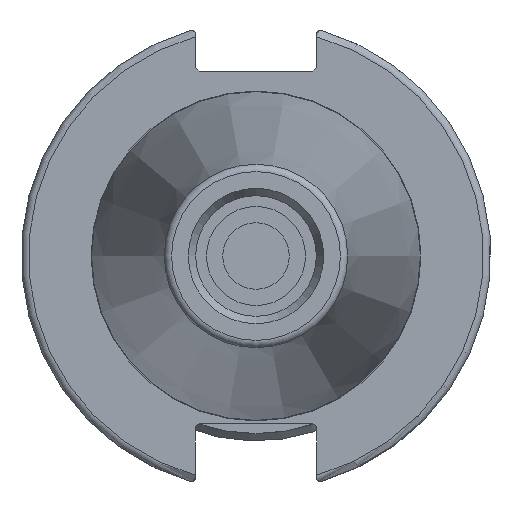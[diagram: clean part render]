
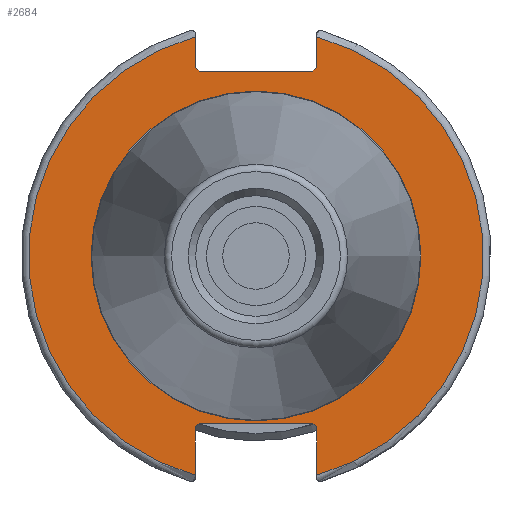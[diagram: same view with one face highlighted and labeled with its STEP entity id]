
A CAD part, left-side view. The second image highlights one B-rep face of the part: STEP entity #2684.
In plain terms, the highlighted planar face has unit normal (-1, 0, 0).
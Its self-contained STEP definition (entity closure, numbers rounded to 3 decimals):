
#428=FACE_BOUND('',#693,.T.);
#447=PLANE('',#3057);
#537=FACE_OUTER_BOUND('',#692,.T.);
#692=EDGE_LOOP('',(#1985,#1986,#1987,#1988,#1989,#1990,#1991,#1992,#1993,
#1994,#1995,#1996));
#693=EDGE_LOOP('',(#1997));
#858=LINE('',#4323,#1055);
#859=LINE('',#4325,#1056);
#860=LINE('',#4327,#1057);
#861=LINE('',#4329,#1058);
#862=LINE('',#4331,#1059);
#863=LINE('',#4335,#1060);
#864=LINE('',#4337,#1061);
#865=LINE('',#4339,#1062);
#866=LINE('',#4341,#1063);
#867=LINE('',#4342,#1064);
#1055=VECTOR('',#3454,10.);
#1056=VECTOR('',#3455,10.);
#1057=VECTOR('',#3456,10.);
#1058=VECTOR('',#3457,10.);
#1059=VECTOR('',#3458,10.);
#1060=VECTOR('',#3461,10.);
#1061=VECTOR('',#3462,10.);
#1062=VECTOR('',#3463,10.);
#1063=VECTOR('',#3464,10.);
#1064=VECTOR('',#3465,10.);
#1252=CIRCLE('',#3055,22.3);
#1254=CIRCLE('',#3058,30.75);
#1255=CIRCLE('',#3059,30.75);
#1372=VERTEX_POINT('',#4314);
#1373=VERTEX_POINT('',#4319);
#1374=VERTEX_POINT('',#4320);
#1375=VERTEX_POINT('',#4322);
#1376=VERTEX_POINT('',#4324);
#1377=VERTEX_POINT('',#4326);
#1378=VERTEX_POINT('',#4328);
#1379=VERTEX_POINT('',#4330);
#1380=VERTEX_POINT('',#4332);
#1381=VERTEX_POINT('',#4334);
#1382=VERTEX_POINT('',#4336);
#1383=VERTEX_POINT('',#4338);
#1384=VERTEX_POINT('',#4340);
#1609=EDGE_CURVE('',#1372,#1372,#1252,.T.);
#1611=EDGE_CURVE('',#1373,#1374,#1254,.T.);
#1612=EDGE_CURVE('',#1373,#1375,#858,.T.);
#1613=EDGE_CURVE('',#1376,#1375,#859,.T.);
#1614=EDGE_CURVE('',#1376,#1377,#860,.T.);
#1615=EDGE_CURVE('',#1378,#1377,#861,.T.);
#1616=EDGE_CURVE('',#1378,#1379,#862,.T.);
#1617=EDGE_CURVE('',#1380,#1379,#1255,.T.);
#1618=EDGE_CURVE('',#1380,#1381,#863,.T.);
#1619=EDGE_CURVE('',#1382,#1381,#864,.T.);
#1620=EDGE_CURVE('',#1382,#1383,#865,.T.);
#1621=EDGE_CURVE('',#1384,#1383,#866,.T.);
#1622=EDGE_CURVE('',#1384,#1374,#867,.T.);
#1985=ORIENTED_EDGE('',*,*,#1611,.F.);
#1986=ORIENTED_EDGE('',*,*,#1612,.T.);
#1987=ORIENTED_EDGE('',*,*,#1613,.F.);
#1988=ORIENTED_EDGE('',*,*,#1614,.T.);
#1989=ORIENTED_EDGE('',*,*,#1615,.F.);
#1990=ORIENTED_EDGE('',*,*,#1616,.T.);
#1991=ORIENTED_EDGE('',*,*,#1617,.F.);
#1992=ORIENTED_EDGE('',*,*,#1618,.T.);
#1993=ORIENTED_EDGE('',*,*,#1619,.F.);
#1994=ORIENTED_EDGE('',*,*,#1620,.T.);
#1995=ORIENTED_EDGE('',*,*,#1621,.F.);
#1996=ORIENTED_EDGE('',*,*,#1622,.T.);
#1997=ORIENTED_EDGE('',*,*,#1609,.F.);
#2684=ADVANCED_FACE('',(#537,#428),#447,.T.);
#3055=AXIS2_PLACEMENT_3D('',#4316,#3446,#3447);
#3057=AXIS2_PLACEMENT_3D('',#4318,#3450,#3451);
#3058=AXIS2_PLACEMENT_3D('',#4321,#3452,#3453);
#3059=AXIS2_PLACEMENT_3D('',#4333,#3459,#3460);
#3446=DIRECTION('center_axis',(-1.,0.,0.));
#3447=DIRECTION('ref_axis',(0.,-1.,0.));
#3450=DIRECTION('center_axis',(-1.,0.,0.));
#3451=DIRECTION('ref_axis',(0.,0.,1.));
#3452=DIRECTION('center_axis',(1.,0.,0.));
#3453=DIRECTION('ref_axis',(0.,-1.,0.));
#3454=DIRECTION('',(0.,0.,-1.));
#3455=DIRECTION('',(0.,-0.707,0.707));
#3456=DIRECTION('',(0.,1.,0.));
#3457=DIRECTION('',(0.,-0.707,-0.707));
#3458=DIRECTION('',(0.,0.,1.));
#3459=DIRECTION('center_axis',(1.,0.,0.));
#3460=DIRECTION('ref_axis',(0.,1.,0.));
#3461=DIRECTION('',(0.,0.,1.));
#3462=DIRECTION('',(0.,0.707,-0.707));
#3463=DIRECTION('',(0.,-1.,0.));
#3464=DIRECTION('',(0.,0.707,0.707));
#3465=DIRECTION('',(0.,0.,-1.));
#4314=CARTESIAN_POINT('',(3.175,0.,22.3));
#4316=CARTESIAN_POINT('Origin',(3.175,0.,0.));
#4318=CARTESIAN_POINT('Origin',(3.175,31.75,0.));
#4319=CARTESIAN_POINT('',(3.175,-8.19,29.639));
#4320=CARTESIAN_POINT('',(3.175,-8.19,-29.639));
#4321=CARTESIAN_POINT('Origin',(3.175,0.,0.));
#4322=CARTESIAN_POINT('',(3.175,-8.19,25.5));
#4323=CARTESIAN_POINT('',(3.175,-8.19,12.5));
#4324=CARTESIAN_POINT('',(3.175,-7.69,25.));
#4325=CARTESIAN_POINT('',(3.175,8.295,9.015));
#4326=CARTESIAN_POINT('',(3.175,7.69,25.));
#4327=CARTESIAN_POINT('',(3.175,15.875,25.));
#4328=CARTESIAN_POINT('',(3.175,8.19,25.5));
#4329=CARTESIAN_POINT('',(3.175,7.58,24.89));
#4330=CARTESIAN_POINT('',(3.175,8.19,29.639));
#4331=CARTESIAN_POINT('',(3.175,8.19,12.5));
#4332=CARTESIAN_POINT('',(3.175,8.19,-29.639));
#4333=CARTESIAN_POINT('Origin',(3.175,0.,0.));
#4334=CARTESIAN_POINT('',(3.175,8.19,-23.1));
#4335=CARTESIAN_POINT('',(3.175,8.19,-11.3));
#4336=CARTESIAN_POINT('',(3.175,7.69,-22.6));
#4337=CARTESIAN_POINT('',(3.175,8.18,-23.09));
#4338=CARTESIAN_POINT('',(3.175,-7.69,-22.6));
#4339=CARTESIAN_POINT('',(3.175,15.875,-22.6));
#4340=CARTESIAN_POINT('',(3.175,-8.19,-23.1));
#4341=CARTESIAN_POINT('',(3.175,7.695,-7.215));
#4342=CARTESIAN_POINT('',(3.175,-8.19,-11.3));
